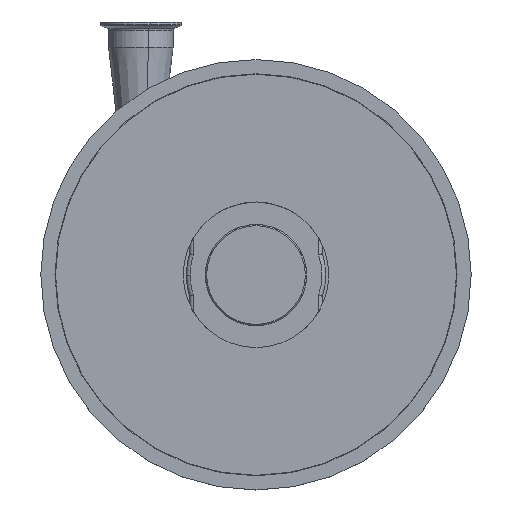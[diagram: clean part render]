
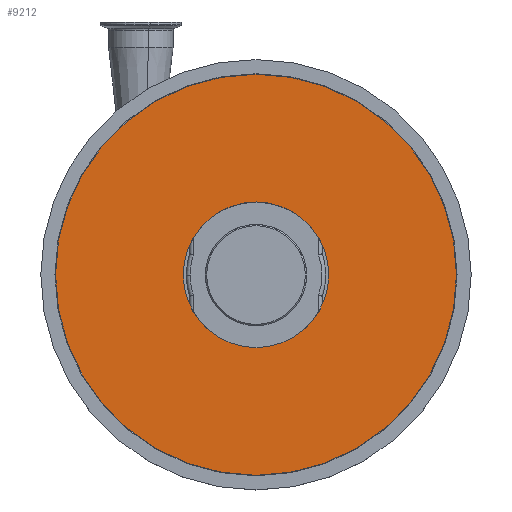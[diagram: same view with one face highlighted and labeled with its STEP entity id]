
A CAD part, top view. The second image highlights one B-rep face of the part: STEP entity #9212.
In plain terms, the highlighted planar face has unit normal (0, 0, 1).
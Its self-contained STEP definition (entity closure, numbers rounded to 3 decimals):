
#96 = CARTESIAN_POINT ( 'NONE',  ( 158.4, 0., -9. ) ) ;
#382 = AXIS2_PLACEMENT_3D ( 'NONE', #2104, #7766, #7707 ) ;
#1035 = FACE_OUTER_BOUND ( 'NONE', #2894, .T. ) ;
#1390 = ORIENTED_EDGE ( 'NONE', *, *, #1703, .T. ) ;
#1586 = AXIS2_PLACEMENT_3D ( 'NONE', #6987, #8856, #6066 ) ;
#1702 = AXIS2_PLACEMENT_3D ( 'NONE', #8249, #8314, #12084 ) ;
#1703 = EDGE_CURVE ( 'NONE', #11663, #3863, #3698, .T. ) ;
#1907 = VERTEX_POINT ( 'NONE', #9814 ) ;
#2104 = CARTESIAN_POINT ( 'NONE',  ( 0., 0., -9. ) ) ;
#2232 = DIRECTION ( 'NONE',  ( 0., 0., 1. ) ) ;
#2894 = EDGE_LOOP ( 'NONE', ( #1390, #11884 ) ) ;
#3698 = CIRCLE ( 'NONE', #1702, 158.4 ) ;
#3863 = VERTEX_POINT ( 'NONE', #7741 ) ;
#4726 = AXIS2_PLACEMENT_3D ( 'NONE', #7939, #5244, #11894 ) ;
#4847 = AXIS2_PLACEMENT_3D ( 'NONE', #10731, #2232, #6975 ) ;
#5244 = DIRECTION ( 'NONE',  ( 0., 0., 1. ) ) ;
#5756 = VERTEX_POINT ( 'NONE', #8182 ) ;
#5918 = FACE_BOUND ( 'NONE', #9177, .T. ) ;
#6066 = DIRECTION ( 'NONE',  ( 1., 0., 0. ) ) ;
#6900 = CIRCLE ( 'NONE', #1586, 57.5 ) ;
#6975 = DIRECTION ( 'NONE',  ( 1., 0., 0. ) ) ;
#6987 = CARTESIAN_POINT ( 'NONE',  ( 0., 0., -9. ) ) ;
#7599 = EDGE_CURVE ( 'NONE', #1907, #5756, #11185, .T. ) ;
#7707 = DIRECTION ( 'NONE',  ( 1., 0., 0. ) ) ;
#7741 = CARTESIAN_POINT ( 'NONE',  ( -158.4, 0., -9. ) ) ;
#7766 = DIRECTION ( 'NONE',  ( 0., 0., 1. ) ) ;
#7939 = CARTESIAN_POINT ( 'NONE',  ( 0., 0., -9. ) ) ;
#8182 = CARTESIAN_POINT ( 'NONE',  ( -57.5, 0., -9. ) ) ;
#8249 = CARTESIAN_POINT ( 'NONE',  ( 0., 0., -9. ) ) ;
#8314 = DIRECTION ( 'NONE',  ( 0., 0., 1. ) ) ;
#8612 = ORIENTED_EDGE ( 'NONE', *, *, #7599, .F. ) ;
#8856 = DIRECTION ( 'NONE',  ( 0., 0., 1. ) ) ;
#8973 = ORIENTED_EDGE ( 'NONE', *, *, #10850, .F. ) ;
#9177 = EDGE_LOOP ( 'NONE', ( #8612, #8973 ) ) ;
#9212 = ADVANCED_FACE ( 'NONE', ( #1035, #5918 ), #9708, .T. ) ;
#9708 = PLANE ( 'NONE',  #4726 ) ;
#9814 = CARTESIAN_POINT ( 'NONE',  ( 57.5, 0., -9. ) ) ;
#10043 = EDGE_CURVE ( 'NONE', #3863, #11663, #11467, .T. ) ;
#10731 = CARTESIAN_POINT ( 'NONE',  ( 0., 0., -9. ) ) ;
#10850 = EDGE_CURVE ( 'NONE', #5756, #1907, #6900, .T. ) ;
#11185 = CIRCLE ( 'NONE', #4847, 57.5 ) ;
#11467 = CIRCLE ( 'NONE', #382, 158.4 ) ;
#11663 = VERTEX_POINT ( 'NONE', #96 ) ;
#11884 = ORIENTED_EDGE ( 'NONE', *, *, #10043, .T. ) ;
#11894 = DIRECTION ( 'NONE',  ( 1., 0., 0. ) ) ;
#12084 = DIRECTION ( 'NONE',  ( 1., 0., 0. ) ) ;
